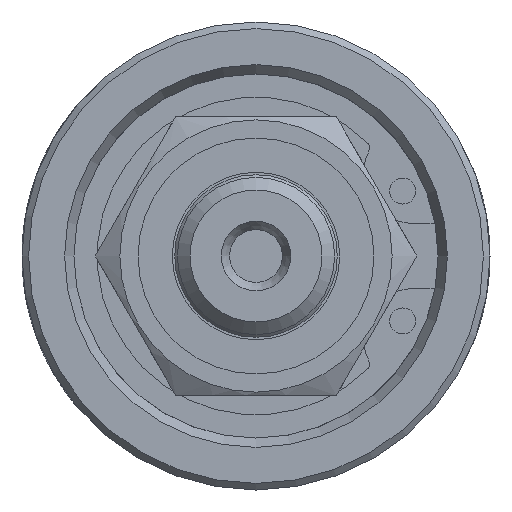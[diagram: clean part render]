
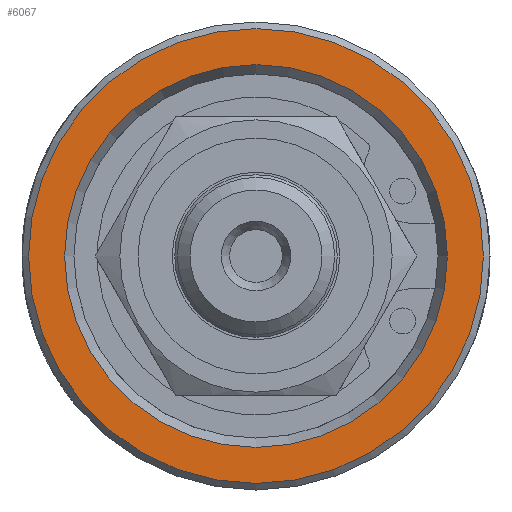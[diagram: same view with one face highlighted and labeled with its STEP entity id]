
A CAD part, left-side view. The second image highlights one B-rep face of the part: STEP entity #6067.
In plain terms, the highlighted planar face has unit normal (-1, 0, 0).
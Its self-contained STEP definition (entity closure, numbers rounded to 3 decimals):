
#71=FACE_BOUND('',#2132,.T.);
#1744=FACE_OUTER_BOUND('',#2131,.T.);
#2131=EDGE_LOOP('',(#5605));
#2132=EDGE_LOOP('',(#5606,#5607));
#2335=CIRCLE('',#6478,13.785);
#2336=CIRCLE('',#6480,11.6);
#2337=CIRCLE('',#6481,11.6);
#2937=VERTEX_POINT('',#54954);
#2938=VERTEX_POINT('',#54958);
#2939=VERTEX_POINT('',#54959);
#3831=EDGE_CURVE('',#2937,#2937,#2335,.T.);
#3832=EDGE_CURVE('',#2938,#2939,#2336,.T.);
#3833=EDGE_CURVE('',#2939,#2938,#2337,.T.);
#5605=ORIENTED_EDGE('',*,*,#3831,.F.);
#5606=ORIENTED_EDGE('',*,*,#3832,.T.);
#5607=ORIENTED_EDGE('',*,*,#3833,.T.);
#5728=PLANE('',#6479);
#6067=ADVANCED_FACE('',(#1744,#71),#5728,.T.);
#6478=AXIS2_PLACEMENT_3D('',#54956,#7589,#7590);
#6479=AXIS2_PLACEMENT_3D('',#54957,#7591,#7592);
#6480=AXIS2_PLACEMENT_3D('',#54960,#7593,#7594);
#6481=AXIS2_PLACEMENT_3D('',#54961,#7595,#7596);
#7589=DIRECTION('center_axis',(1.,0.,0.));
#7590=DIRECTION('ref_axis',(0.,-1.,0.));
#7591=DIRECTION('center_axis',(-1.,0.,0.));
#7592=DIRECTION('ref_axis',(0.,0.,1.));
#7593=DIRECTION('center_axis',(1.,0.,0.));
#7594=DIRECTION('ref_axis',(0.,1.,0.));
#7595=DIRECTION('center_axis',(1.,0.,0.));
#7596=DIRECTION('ref_axis',(0.,1.,0.));
#54954=CARTESIAN_POINT('',(0.,13.785,0.));
#54956=CARTESIAN_POINT('Origin',(0.,0.,0.));
#54957=CARTESIAN_POINT('Origin',(0.,7.093,0.));
#54958=CARTESIAN_POINT('',(0.,11.6,0.));
#54959=CARTESIAN_POINT('',(0.,-11.6,0.));
#54960=CARTESIAN_POINT('Origin',(0.,0.,0.));
#54961=CARTESIAN_POINT('Origin',(0.,0.,0.));
